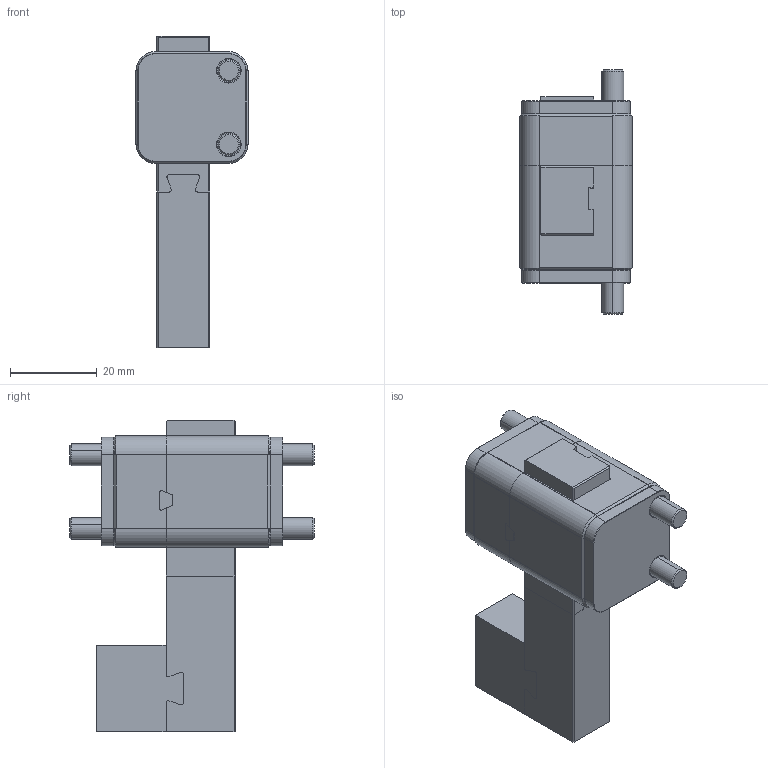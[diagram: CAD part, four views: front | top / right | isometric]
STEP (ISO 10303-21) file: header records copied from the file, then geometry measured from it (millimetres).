
FILE_DESCRIPTION (( 'STEP AP214' ), '1' );
FILE_NAME ('UU121626.STEP', '2016-04-01T14:21:41', ( '' ), ( '' ), 'SwSTEP 2.0', 'SolidWorks 2015', '' );
FILE_SCHEMA (( 'AUTOMOTIVE_DESIGN' ));
Length unit declared in the file: millimetre
Products named in the file (14): 7UU123600; 1BOLAØ4; 3MUELLE-7TO-M8-1; UU121626; 7TO-M8x10; 1TOA-M5X34; 9GU122626-2; 8UI121620; 7UU121600; 9GU122626; 9GU122626-1; 8SU120325; 8SU122626; 1TOA-M5X22
Assembly tree (16 placements, depth 3):
  UU121626
    1BOLAØ4
    1TOA-M5X22  x2
    1TOA-M5X34  x2
    3MUELLE-7TO-M8-1
    7TO-M8x10
    7UU121600
    7UU123600
    8UI121620
    8SU122626
    9GU122626
      9GU122626-1
      9GU122626-2
    8SU120325  x2
Bounding box: 26 x 56.4 x 72 mm (x, y, z)
Volume: 39164.9 mm3; surface area: 21677.1 mm2
Topology: 15 solids, 15 shells, 519 faces, 1256 edges, 786 vertices
Faces by surface type: plane 229, cylinder 171, cone 97, torus 18, sphere 2, bspline 2
Entity records: 15155 total; most frequent: CARTESIAN_POINT 3915, DIRECTION 2335, ORIENTED_EDGE 2130, EDGE_CURVE 1065, AXIS2_PLACEMENT_3D 841, VERTEX_POINT 675, LINE 653, VECTOR 653
